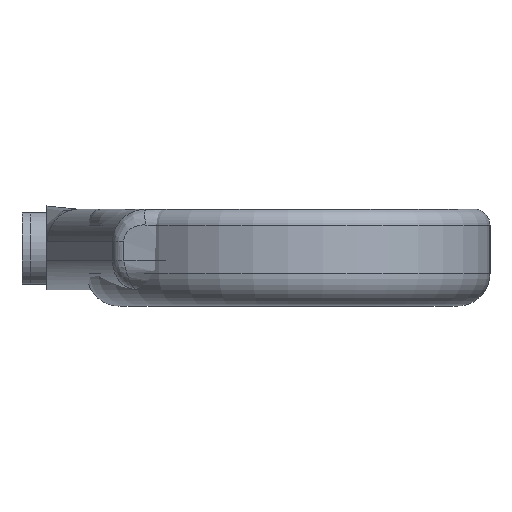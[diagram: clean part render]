
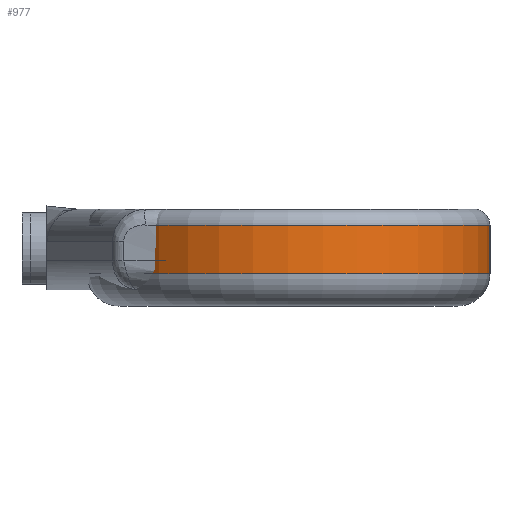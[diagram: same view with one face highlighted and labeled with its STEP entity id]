
A CAD part, left-side view. The second image highlights one B-rep face of the part: STEP entity #977.
In plain terms, the highlighted cylindrical face has radius 12.5 mm (diameter 25 mm), a full revolution.
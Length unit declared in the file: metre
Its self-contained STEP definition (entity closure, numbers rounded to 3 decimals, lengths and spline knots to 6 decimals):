
#73=CYLINDRICAL_SURFACE('',#1144,0.0125);
#124=CIRCLE('',#1141,0.0125);
#125=CIRCLE('',#1143,0.0125);
#401=ORIENTED_EDGE('',*,*,#527,.F.);
#402=ORIENTED_EDGE('',*,*,#526,.T.);
#526=EDGE_CURVE('',#617,#617,#124,.T.);
#527=EDGE_CURVE('',#618,#618,#125,.T.);
#617=VERTEX_POINT('',#6426);
#618=VERTEX_POINT('',#6429);
#771=EDGE_LOOP('',(#401));
#772=EDGE_LOOP('',(#402));
#887=FACE_BOUND('',#771,.T.);
#888=FACE_BOUND('',#772,.T.);
#977=ADVANCED_FACE('',(#887,#888),#73,.T.);
#1141=AXIS2_PLACEMENT_3D('',#6425,#1376,#1377);
#1143=AXIS2_PLACEMENT_3D('',#6428,#1380,#1381);
#1144=AXIS2_PLACEMENT_3D('',#6430,#1382,#1383);
#1376=DIRECTION('',(0.,0.,1.));
#1377=DIRECTION('',(1.,0.,0.));
#1380=DIRECTION('',(0.,0.,1.));
#1381=DIRECTION('',(1.,0.,0.));
#1382=DIRECTION('',(0.,0.,1.));
#1383=DIRECTION('',(1.,0.,0.));
#6425=CARTESIAN_POINT('',(0.,0.,-0.001));
#6426=CARTESIAN_POINT('',(0.0125,0.,-0.001));
#6428=CARTESIAN_POINT('',(0.,0.,0.002));
#6429=CARTESIAN_POINT('',(0.0125,0.,0.002));
#6430=CARTESIAN_POINT('',(0.,0.,-0.003));
